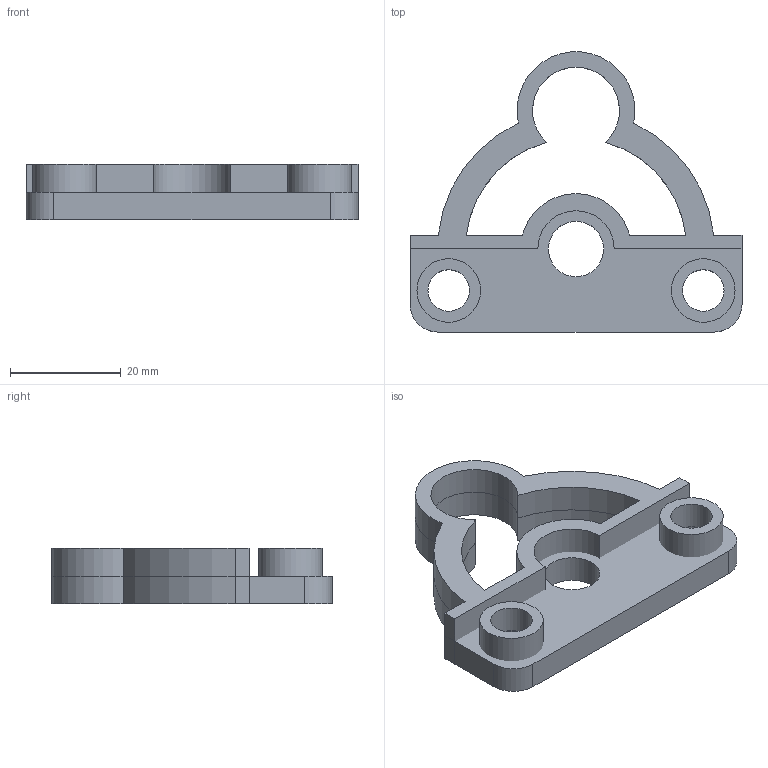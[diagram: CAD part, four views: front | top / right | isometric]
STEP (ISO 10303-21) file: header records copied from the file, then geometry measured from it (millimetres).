
FILE_DESCRIPTION(/* description */ (''),/* implementation_level */ '2;1');
FILE_NAME(/* name */ 'Exercise - 91.step',/* time_stamp */ '2025-12-10T23:05:25+05:30',/* author */ (''),/* organization */ (''),/* preprocessor_version */ 'ST-DEVELOPER v20.1',/* originating_system */ 'Autodesk Translation Framework v14.21.0.0',/* authorisation */ '');
FILE_SCHEMA (('AUTOMOTIVE_DESIGN { 1 0 10303 214 3 1 1 }'));
Length unit declared in the file: millimetre
Products named in the file (1): Exercise - 91
Bounding box: 60 x 50.61 x 10 mm (x, y, z)
Volume: 13171.7 mm3; surface area: 10205.7 mm2
Topology: 4 solids, 4 shells, 47 faces, 117 edges, 78 vertices
Faces by surface type: cylinder 24, plane 23
Full cylindrical faces by diameter (mm): 7.5 x4, 10 x1, 11.5 x2
Entity records: 1477 total; most frequent: DIRECTION 261, CARTESIAN_POINT 243, ORIENTED_EDGE 234, EDGE_CURVE 117, AXIS2_PLACEMENT_3D 96, VERTEX_POINT 78, LINE 69, VECTOR 69
